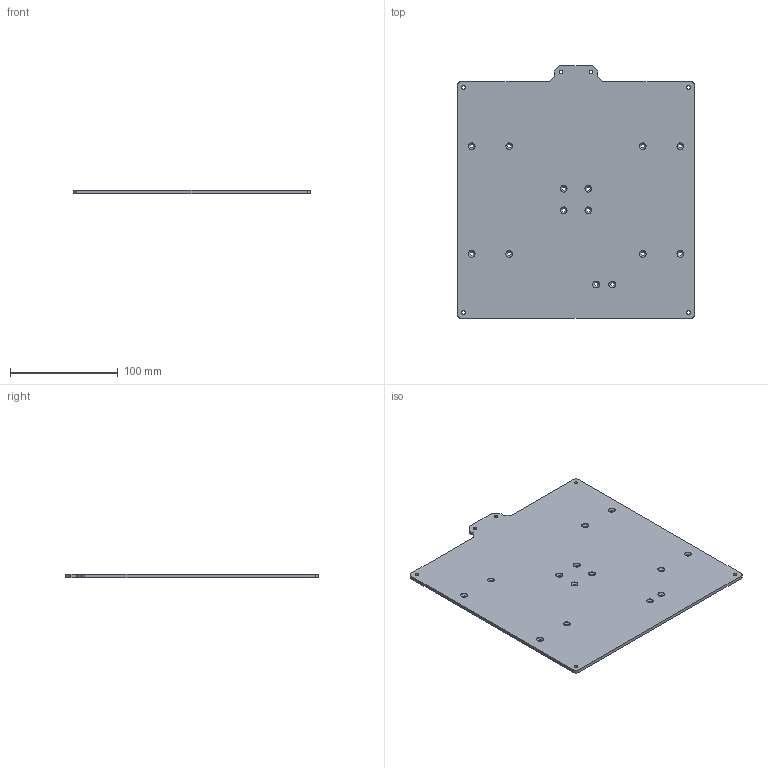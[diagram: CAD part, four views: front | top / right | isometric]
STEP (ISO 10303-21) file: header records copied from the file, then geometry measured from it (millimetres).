
FILE_DESCRIPTION (( 'STEP AP203' ), '1' );
FILE_NAME ('plateau_Fixe_220mm.STEP', '2020-02-17T17:51:50', ( '' ), ( '' ), 'SwSTEP 2.0', 'SolidWorks 2018', '' );
FILE_SCHEMA (( 'CONFIG_CONTROL_DESIGN' ));
Length unit declared in the file: millimetre
Products named in the file (1): plateau_Fixe_220mm
Bounding box: 220 x 235 x 3 mm (x, y, z)
Volume: 146024.6 mm3; surface area: 100913.2 mm2
Topology: 1 solids, 1 shells, 122 faces, 296 edges, 176 vertices
Faces by surface type: cylinder 76, cone 32, plane 14
Entity records: 3717 total; most frequent: DIRECTION 694, CARTESIAN_POINT 595, ORIENTED_EDGE 592, EDGE_CURVE 296, AXIS2_PLACEMENT_3D 275, VERTEX_POINT 176, EDGE_LOOP 162, CIRCLE 152
